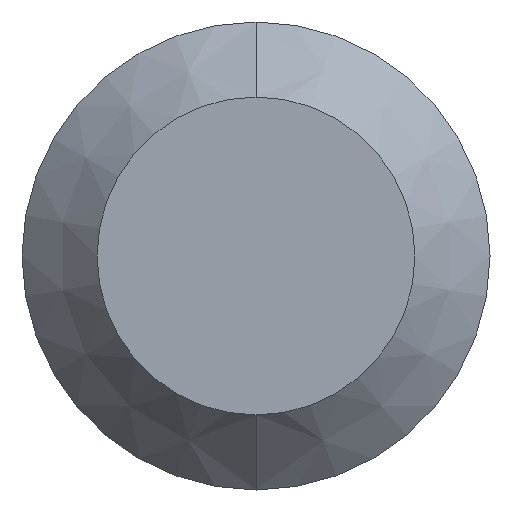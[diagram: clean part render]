
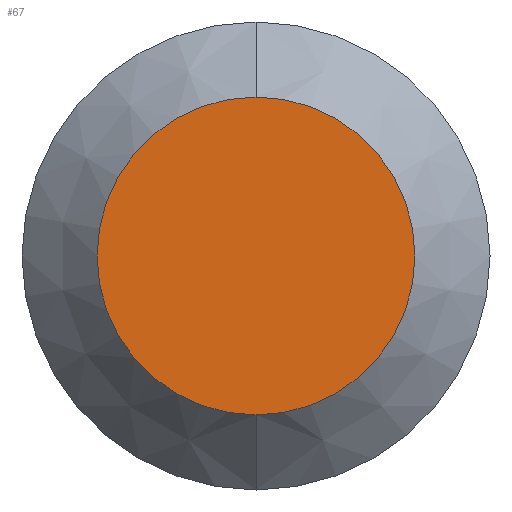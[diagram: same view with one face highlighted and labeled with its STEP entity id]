
A CAD part, front view. The second image highlights one B-rep face of the part: STEP entity #67.
In plain terms, the highlighted planar face has unit normal (0, -1, 0).
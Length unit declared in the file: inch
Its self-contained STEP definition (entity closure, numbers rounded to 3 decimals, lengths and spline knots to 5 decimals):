
#15 = CARTESIAN_POINT ( 'NONE',  ( 0., 0., 0. ) ) ;
#47 = ORIENTED_EDGE ( 'NONE', *, *, #142, .T. ) ;
#60 = CARTESIAN_POINT ( 'NONE',  ( 0., 0., -0.04235 ) ) ;
#62 = DIRECTION ( 'NONE',  ( 0., 0., 1. ) ) ;
#63 = CIRCLE ( 'NONE', #223, 0.04235 ) ;
#67 = ADVANCED_FACE ( 'NONE', ( #116 ), #132, .F. ) ;
#80 = DIRECTION ( 'NONE',  ( 0., -1., 0. ) ) ;
#89 = DIRECTION ( 'NONE',  ( 0., -1., 0. ) ) ;
#102 = EDGE_CURVE ( 'NONE', #150, #161, #208, .T. ) ;
#109 = DIRECTION ( 'NONE',  ( 0., 0., 1. ) ) ;
#110 = DIRECTION ( 'NONE',  ( 0., 0., 1. ) ) ;
#116 = FACE_OUTER_BOUND ( 'NONE', #269, .T. ) ;
#121 = ORIENTED_EDGE ( 'NONE', *, *, #102, .T. ) ;
#132 = PLANE ( 'NONE',  #218 ) ;
#134 = DIRECTION ( 'NONE',  ( 0., 1., 0. ) ) ;
#142 = EDGE_CURVE ( 'NONE', #161, #150, #63, .T. ) ;
#150 = VERTEX_POINT ( 'NONE', #60 ) ;
#161 = VERTEX_POINT ( 'NONE', #276 ) ;
#182 = CARTESIAN_POINT ( 'NONE',  ( 0., 0., 0. ) ) ;
#208 = CIRCLE ( 'NONE', #238, 0.04235 ) ;
#218 = AXIS2_PLACEMENT_3D ( 'NONE', #250, #134, #110 ) ;
#223 = AXIS2_PLACEMENT_3D ( 'NONE', #15, #80, #62 ) ;
#238 = AXIS2_PLACEMENT_3D ( 'NONE', #182, #89, #109 ) ;
#250 = CARTESIAN_POINT ( 'NONE',  ( 0., 0., 0. ) ) ;
#269 = EDGE_LOOP ( 'NONE', ( #47, #121 ) ) ;
#276 = CARTESIAN_POINT ( 'NONE',  ( 0., 0., 0.04235 ) ) ;
